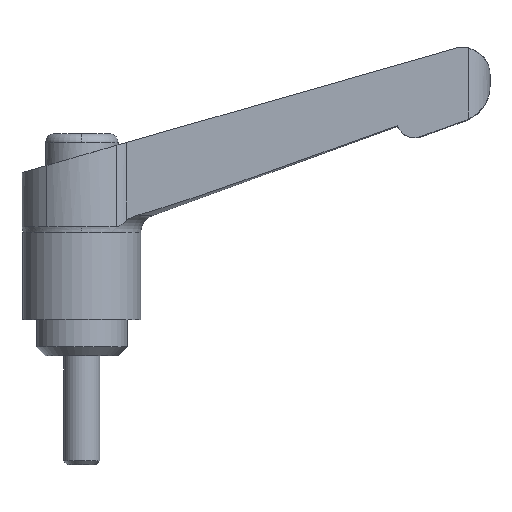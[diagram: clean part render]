
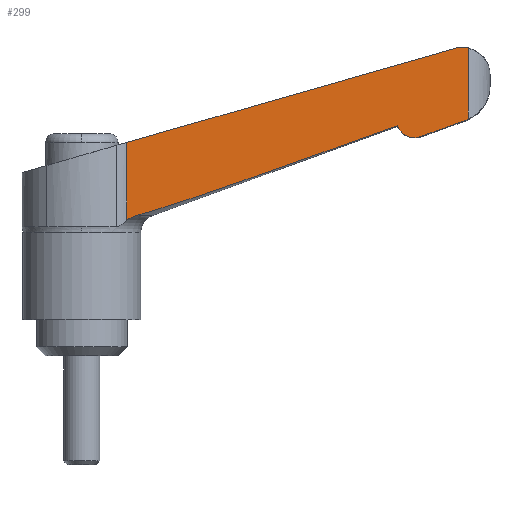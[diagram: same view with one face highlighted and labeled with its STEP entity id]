
A CAD part, top view. The second image highlights one B-rep face of the part: STEP entity #299.
In plain terms, the highlighted planar face has unit normal (0.035, 0, 0.999).
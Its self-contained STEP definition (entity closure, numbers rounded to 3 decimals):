
#261 = EDGE_CURVE( '', #451, #367, #748, .T. );
#299 = ADVANCED_FACE( '', ( #789 ), #790, .F. );
#301 = EDGE_CURVE( '', #337, #555, #792, .T. );
#337 = VERTEX_POINT( '', #831 );
#367 = VERTEX_POINT( '', #864 );
#369 = VERTEX_POINT( '', #866 );
#403 = EDGE_CURVE( '', #469, #337, #902, .T. );
#445 = EDGE_CURVE( '', #369, #469, #949, .T. );
#447 = VERTEX_POINT( '', #951 );
#451 = VERTEX_POINT( '', #955 );
#469 = VERTEX_POINT( '', #974 );
#495 = EDGE_CURVE( '', #447, #585, #1005, .T. );
#555 = VERTEX_POINT( '', #1074 );
#575 = VERTEX_POINT( '', #1097 );
#585 = VERTEX_POINT( '', #1108 );
#599 = EDGE_CURVE( '', #447, #575, #1124, .T. );
#615 = EDGE_CURVE( '', #575, #369, #1142, .T. );
#635 = EDGE_CURVE( '', #555, #367, #1164, .T. );
#691 = EDGE_CURVE( '', #451, #585, #1223, .T. );
#748 = LINE( '', #1274, #1275 );
#789 = FACE_OUTER_BOUND( '', #1345, .T. );
#790 = PLANE( '', #1346 );
#792 = B_SPLINE_CURVE_WITH_KNOTS( '', 3, ( #1349, #1350, #1351, #1352, #1353, #1354, #1355, #1356 ), .UNSPECIFIED., .F., .F., ( 4, 2, 2, 4 ), ( 4.101, 4.299, 4.805, 5.256 ), .UNSPECIFIED. );
#831 = CARTESIAN_POINT( '', ( 6.056, 15.479, 4.939 ) );
#864 = CARTESIAN_POINT( '', ( 4.96, 23.518, 4.977 ) );
#866 = CARTESIAN_POINT( '', ( 37.365, 24.178, 3.846 ) );
#902 = ( B_SPLINE_CURVE( 2, ( #1529, #1530, #1531 ), .UNSPECIFIED., .F., .F. )B_SPLINE_CURVE_WITH_KNOTS( ( 3, 3 ), ( 0., 30.397 ), .UNSPECIFIED. )RATIONAL_B_SPLINE_CURVE( ( 1., 1.349, 1. ) )BOUNDED_CURVE(  )REPRESENTATION_ITEM( '' )GEOMETRIC_REPRESENTATION_ITEM(  )CURVE(  ) );
#949 = B_SPLINE_CURVE_WITH_KNOTS( '', 3, ( #1606, #1607, #1608, #1609, #1610, #1611, #1612, #1613, #1614, #1615, #1616, #1617, #1618, #1619, #1620, #1621, #1622, #1623, #1624, #1625 ), .UNSPECIFIED., .F., .F., ( 4, 2, 2, 2, 2, 2, 2, 2, 2, 4 ), ( 2.315, 2.601, 2.976, 3.351, 3.726, 4.1, 4.473, 4.844, 5.215, 5.298 ), .UNSPECIFIED. );
#951 = CARTESIAN_POINT( '', ( 42.611, 26.098, 3.662 ) );
#955 = CARTESIAN_POINT( '', ( 41.52, 34.002, 3.701 ) );
#974 = CARTESIAN_POINT( '', ( 34.777, 25.373, 3.936 ) );
#1005 = LINE( '', #1732, #1733 );
#1074 = CARTESIAN_POINT( '', ( 4.96, 14.953, 4.977 ) );
#1097 = CARTESIAN_POINT( '', ( 42.207, 25.927, 3.677 ) );
#1108 = CARTESIAN_POINT( '', ( 42.611, 33.919, 3.662 ) );
#1124 = B_SPLINE_CURVE_WITH_KNOTS( '', 3, ( #1928, #1929, #1930, #1931, #1932, #1933 ), .UNSPECIFIED., .F., .F., ( 4, 2, 4 ), ( 4.198, 4.45, 4.626 ), .UNSPECIFIED. );
#1142 = ( B_SPLINE_CURVE( 2, ( #1957, #1958, #1959 ), .UNSPECIFIED., .F., .F. )B_SPLINE_CURVE_WITH_KNOTS( ( 3, 3 ), ( 0., 5.151 ), .UNSPECIFIED. )RATIONAL_B_SPLINE_CURVE( ( 1., 1.002, 1. ) )BOUNDED_CURVE(  )REPRESENTATION_ITEM( '' )GEOMETRIC_REPRESENTATION_ITEM(  )CURVE(  ) );
#1164 = LINE( '', #2003, #2004 );
#1223 = B_SPLINE_CURVE_WITH_KNOTS( '', 3, ( #2082, #2083, #2084, #2085, #2086, #2087, #2088, #2089, #2090, #2091 ), .UNSPECIFIED., .F., .F., ( 4, 2, 2, 2, 4 ), ( 12.59, 12.819, 13.381, 13.941, 14.115 ), .UNSPECIFIED. );
#1274 = CARTESIAN_POINT( '', ( -4.505, 20.804, 5.308 ) );
#1275 = VECTOR( '', #2169, 1. );
#1345 = EDGE_LOOP( '', ( #2214, #2215, #2216, #2217, #2218, #2219, #2220, #2221, #2222 ) );
#1346 = AXIS2_PLACEMENT_3D( '', #2223, #2224, #2225 );
#1349 = CARTESIAN_POINT( '', ( 6.056, 15.479, 4.939 ) );
#1350 = CARTESIAN_POINT( '', ( 5.989, 15.461, 4.941 ) );
#1351 = CARTESIAN_POINT( '', ( 5.924, 15.44, 4.944 ) );
#1352 = CARTESIAN_POINT( '', ( 5.701, 15.365, 4.951 ) );
#1353 = CARTESIAN_POINT( '', ( 5.53, 15.294, 4.957 ) );
#1354 = CARTESIAN_POINT( '', ( 5.222, 15.132, 4.968 ) );
#1355 = CARTESIAN_POINT( '', ( 5.083, 15.044, 4.973 ) );
#1356 = CARTESIAN_POINT( '', ( 4.96, 14.953, 4.977 ) );
#1529 = CARTESIAN_POINT( '', ( 34.777, 25.373, 3.936 ) );
#1530 = CARTESIAN_POINT( '', ( 11.299, 16.916, 4.756 ) );
#1531 = CARTESIAN_POINT( '', ( 6.056, 15.479, 4.939 ) );
#1606 = CARTESIAN_POINT( '', ( 37.365, 24.178, 3.846 ) );
#1607 = CARTESIAN_POINT( '', ( 37.272, 24.144, 3.849 ) );
#1608 = CARTESIAN_POINT( '', ( 37.172, 24.116, 3.852 ) );
#1609 = CARTESIAN_POINT( '', ( 36.936, 24.069, 3.861 ) );
#1610 = CARTESIAN_POINT( '', ( 36.8, 24.057, 3.865 ) );
#1611 = CARTESIAN_POINT( '', ( 36.55, 24.057, 3.874 ) );
#1612 = CARTESIAN_POINT( '', ( 36.413, 24.069, 3.879 ) );
#1613 = CARTESIAN_POINT( '', ( 36.146, 24.122, 3.888 ) );
#1614 = CARTESIAN_POINT( '', ( 36.015, 24.163, 3.893 ) );
#1615 = CARTESIAN_POINT( '', ( 35.784, 24.258, 3.901 ) );
#1616 = CARTESIAN_POINT( '', ( 35.663, 24.321, 3.905 ) );
#1617 = CARTESIAN_POINT( '', ( 35.437, 24.471, 3.913 ) );
#1618 = CARTESIAN_POINT( '', ( 35.332, 24.558, 3.917 ) );
#1619 = CARTESIAN_POINT( '', ( 35.156, 24.733, 3.923 ) );
#1620 = CARTESIAN_POINT( '', ( 35.069, 24.837, 3.926 ) );
#1621 = CARTESIAN_POINT( '', ( 34.919, 25.061, 3.931 ) );
#1622 = CARTESIAN_POINT( '', ( 34.855, 25.181, 3.933 ) );
#1623 = CARTESIAN_POINT( '', ( 34.797, 25.32, 3.935 ) );
#1624 = CARTESIAN_POINT( '', ( 34.787, 25.346, 3.936 ) );
#1625 = CARTESIAN_POINT( '', ( 34.777, 25.373, 3.936 ) );
#1732 = CARTESIAN_POINT( '', ( 42.611, 0., 3.662 ) );
#1733 = VECTOR( '', #2455, 1. );
#1928 = CARTESIAN_POINT( '', ( 42.611, 26.098, 3.662 ) );
#1929 = CARTESIAN_POINT( '', ( 42.532, 26.059, 3.665 ) );
#1930 = CARTESIAN_POINT( '', ( 42.453, 26.024, 3.668 ) );
#1931 = CARTESIAN_POINT( '', ( 42.321, 25.969, 3.673 ) );
#1932 = CARTESIAN_POINT( '', ( 42.265, 25.947, 3.675 ) );
#1933 = CARTESIAN_POINT( '', ( 42.207, 25.927, 3.677 ) );
#1957 = CARTESIAN_POINT( '', ( 42.207, 25.927, 3.677 ) );
#1958 = CARTESIAN_POINT( '', ( 39.641, 24.999, 3.766 ) );
#1959 = CARTESIAN_POINT( '', ( 37.365, 24.178, 3.846 ) );
#2003 = CARTESIAN_POINT( '', ( 4.96, 0., 4.977 ) );
#2004 = VECTOR( '', #2665, 1. );
#2082 = CARTESIAN_POINT( '', ( 41.004, 33.903, 3.719 ) );
#2083 = CARTESIAN_POINT( '', ( 41.083, 33.925, 3.716 ) );
#2084 = CARTESIAN_POINT( '', ( 41.164, 33.945, 3.713 ) );
#2085 = CARTESIAN_POINT( '', ( 41.446, 34.001, 3.703 ) );
#2086 = CARTESIAN_POINT( '', ( 41.65, 34.019, 3.696 ) );
#2087 = CARTESIAN_POINT( '', ( 42.023, 34.019, 3.683 ) );
#2088 = CARTESIAN_POINT( '', ( 42.227, 34.001, 3.676 ) );
#2089 = CARTESIAN_POINT( '', ( 42.489, 33.949, 3.667 ) );
#2090 = CARTESIAN_POINT( '', ( 42.55, 33.935, 3.665 ) );
#2091 = CARTESIAN_POINT( '', ( 42.611, 33.919, 3.662 ) );
#2169 = DIRECTION( '', ( -0.961, -0.275, 0.034 ) );
#2214 = ORIENTED_EDGE( '', *, *, #261, .T. );
#2215 = ORIENTED_EDGE( '', *, *, #635, .F. );
#2216 = ORIENTED_EDGE( '', *, *, #301, .F. );
#2217 = ORIENTED_EDGE( '', *, *, #403, .F. );
#2218 = ORIENTED_EDGE( '', *, *, #445, .F. );
#2219 = ORIENTED_EDGE( '', *, *, #615, .F. );
#2220 = ORIENTED_EDGE( '', *, *, #599, .F. );
#2221 = ORIENTED_EDGE( '', *, *, #495, .T. );
#2222 = ORIENTED_EDGE( '', *, *, #691, .F. );
#2223 = CARTESIAN_POINT( '', ( 4.96, 0., 4.977 ) );
#2224 = DIRECTION( '', ( -0.035, 0., -0.999 ) );
#2225 = DIRECTION( '', ( -0.999, 0., 0.035 ) );
#2455 = DIRECTION( '', ( 0., 1., 0. ) );
#2665 = DIRECTION( '', ( 0., 1., 0. ) );
